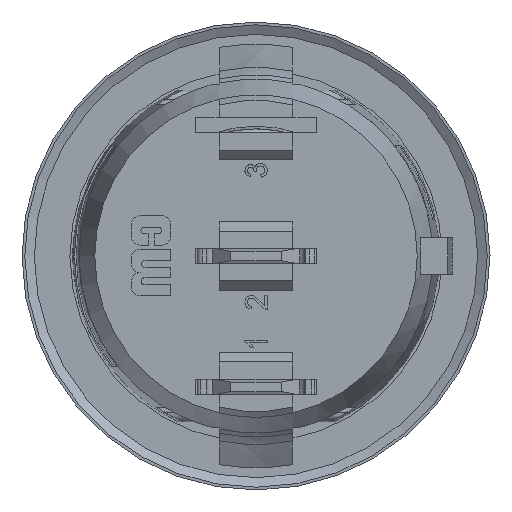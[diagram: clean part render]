
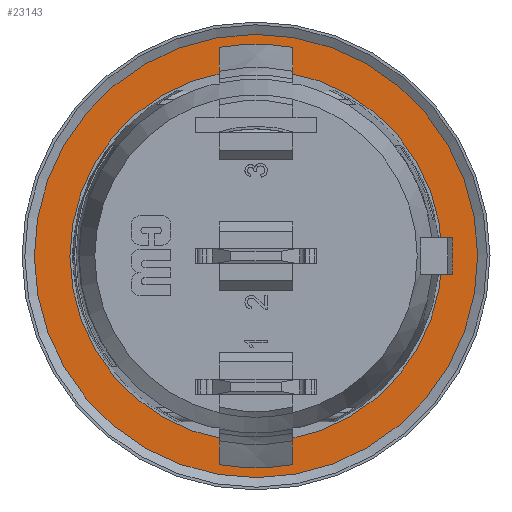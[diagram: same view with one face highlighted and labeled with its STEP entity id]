
A CAD part, front view. The second image highlights one B-rep face of the part: STEP entity #23143.
In plain terms, the highlighted planar face has unit normal (0, -1, 0).
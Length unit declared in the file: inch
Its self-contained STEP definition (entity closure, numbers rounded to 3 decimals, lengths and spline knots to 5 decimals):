
#89=FACE_BOUND('',#6102,.T.);
#3172=PLANE('',#25085);
#4621=FACE_OUTER_BOUND('',#6101,.T.);
#6101=EDGE_LOOP('',(#21617));
#6102=EDGE_LOOP('',(#21618,#21619));
#11114=CIRCLE('',#25083,0.39764);
#11115=CIRCLE('',#25084,0.39764);
#11116=CIRCLE('',#25086,0.47364);
#12663=VERTEX_POINT('',#39170);
#12664=VERTEX_POINT('',#39171);
#12665=VERTEX_POINT('',#39176);
#15647=EDGE_CURVE('',#12663,#12664,#11114,.T.);
#15648=EDGE_CURVE('',#12664,#12663,#11115,.T.);
#15650=EDGE_CURVE('',#12665,#12665,#11116,.T.);
#21617=ORIENTED_EDGE('',*,*,#15650,.F.);
#21618=ORIENTED_EDGE('',*,*,#15647,.T.);
#21619=ORIENTED_EDGE('',*,*,#15648,.T.);
#23143=ADVANCED_FACE('',(#4621,#89),#3172,.F.);
#25083=AXIS2_PLACEMENT_3D('',#39172,#31270,#31271);
#25084=AXIS2_PLACEMENT_3D('',#39173,#31272,#31273);
#25085=AXIS2_PLACEMENT_3D('',#39175,#31275,#31276);
#25086=AXIS2_PLACEMENT_3D('',#39177,#31277,#31278);
#31270=DIRECTION('center_axis',(0.,1.,0.));
#31271=DIRECTION('ref_axis',(-0.003,0.,1.));
#31272=DIRECTION('center_axis',(0.,1.,0.));
#31273=DIRECTION('ref_axis',(-0.003,0.,1.));
#31275=DIRECTION('center_axis',(0.,1.,0.));
#31276=DIRECTION('ref_axis',(-0.003,0.,1.));
#31277=DIRECTION('center_axis',(0.,1.,0.));
#31278=DIRECTION('ref_axis',(-0.003,0.,1.));
#39170=CARTESIAN_POINT('',(-0.00136,-0.02756,0.39764));
#39171=CARTESIAN_POINT('',(0.00136,-0.02756,-0.39764));
#39172=CARTESIAN_POINT('Origin',(0.,-0.02756,0.));
#39173=CARTESIAN_POINT('Origin',(0.,-0.02756,0.));
#39175=CARTESIAN_POINT('Origin',(0.47363,-0.02756,
0.00162));
#39176=CARTESIAN_POINT('',(-0.00162,-0.02756,0.47363));
#39177=CARTESIAN_POINT('Origin',(0.,-0.02756,0.));
